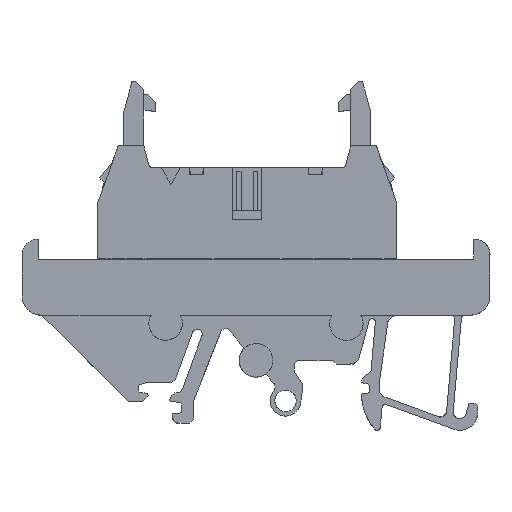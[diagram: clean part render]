
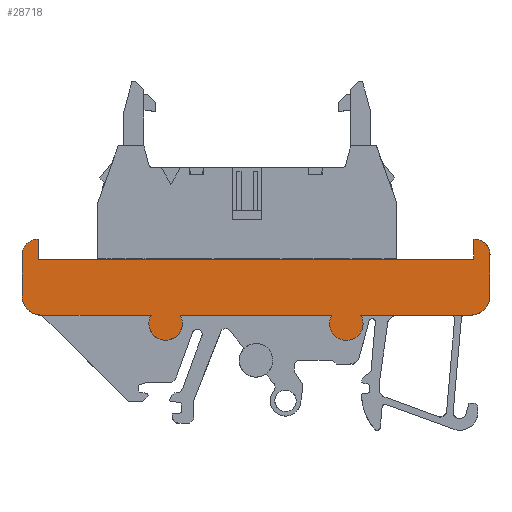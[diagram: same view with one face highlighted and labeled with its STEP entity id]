
A CAD part, left-side view. The second image highlights one B-rep face of the part: STEP entity #28718.
In plain terms, the highlighted planar face has unit normal (-1, 0, 0).
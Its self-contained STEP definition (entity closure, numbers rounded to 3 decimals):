
#20928=AXIS2_PLACEMENT_3D('Circle Axis2P3D',#20926,#20927,$) ;
#20969=AXIS2_PLACEMENT_3D('Circle Axis2P3D',#20967,#20968,$) ;
#21044=AXIS2_PLACEMENT_3D('Circle Axis2P3D',#21042,#21043,$) ;
#21080=AXIS2_PLACEMENT_3D('Circle Axis2P3D',#21078,#21079,$) ;
#21134=AXIS2_PLACEMENT_3D('Circle Axis2P3D',#21132,#21133,$) ;
#21167=AXIS2_PLACEMENT_3D('Circle Axis2P3D',#21165,#21166,$) ;
#21194=AXIS2_PLACEMENT_3D('Circle Axis2P3D',#21192,#21193,$) ;
#24761=AXIS2_PLACEMENT_3D('Plane Axis2P3D',#24758,#24759,#24760) ;
#6603=CARTESIAN_POINT('Vertex',(0.,70.,20.159)) ;
#6651=CARTESIAN_POINT('Vertex',(0.,67.08,17.199)) ;
#6655=CARTESIAN_POINT('Control Point',(0.,67.08,17.199)) ;
#6656=CARTESIAN_POINT('Control Point',(0.,68.002,17.212)) ;
#6657=CARTESIAN_POINT('Control Point',(0.,68.92,17.582)) ;
#6658=CARTESIAN_POINT('Control Point',(0.,69.642,18.314)) ;
#6659=CARTESIAN_POINT('Control Point',(0.,70.,19.237)) ;
#6660=CARTESIAN_POINT('Control Point',(0.,70.,20.159)) ;
#6897=CARTESIAN_POINT('Vertex',(0.,2.4,25.586)) ;
#6913=CARTESIAN_POINT('Vertex',(0.,67.6,25.586)) ;
#6916=CARTESIAN_POINT('Line Origine',(0.,35.,25.586)) ;
#20923=CARTESIAN_POINT('Vertex',(0.,2.4,28.544)) ;
#20926=CARTESIAN_POINT('Axis2P3D Location',(0.,2.289,26.258)) ;
#20930=CARTESIAN_POINT('Vertex',(0.,0.,26.258)) ;
#20964=CARTESIAN_POINT('Vertex',(0.,0.,20.159)) ;
#20967=CARTESIAN_POINT('Axis2P3D Location',(0.,2.961,20.159)) ;
#20971=CARTESIAN_POINT('Vertex',(0.,2.91,17.199)) ;
#21005=CARTESIAN_POINT('Vertex',(0.,50.693,17.199)) ;
#21008=CARTESIAN_POINT('Line Origine',(0.,58.854,17.199)) ;
#21012=CARTESIAN_POINT('Vertex',(0.,67.015,17.199)) ;
#21039=CARTESIAN_POINT('Vertex',(0.,51.025,15.955)) ;
#21042=CARTESIAN_POINT('Axis2P3D Location',(0.,48.525,15.955)) ;
#21061=CARTESIAN_POINT('Vertex',(0.,46.025,15.955)) ;
#21075=CARTESIAN_POINT('Vertex',(0.,46.356,17.199)) ;
#21078=CARTESIAN_POINT('Axis2P3D Location',(0.,48.525,15.955)) ;
#21102=CARTESIAN_POINT('Vertex',(0.,23.647,17.199)) ;
#21105=CARTESIAN_POINT('Line Origine',(0.,35.002,17.199)) ;
#21129=CARTESIAN_POINT('Vertex',(0.,23.982,15.949)) ;
#21132=CARTESIAN_POINT('Axis2P3D Location',(0.,21.482,15.949)) ;
#21162=CARTESIAN_POINT('Vertex',(0.,18.982,15.949)) ;
#21165=CARTESIAN_POINT('Axis2P3D Location',(0.,21.482,15.949)) ;
#21189=CARTESIAN_POINT('Vertex',(0.,19.317,17.199)) ;
#21192=CARTESIAN_POINT('Axis2P3D Location',(0.,21.482,15.949)) ;
#24740=CARTESIAN_POINT('Control Point',(0.,46.025,15.955)) ;
#24741=CARTESIAN_POINT('Control Point',(0.,46.025,15.17)) ;
#24742=CARTESIAN_POINT('Control Point',(0.,46.333,14.384)) ;
#24743=CARTESIAN_POINT('Control Point',(0.,46.954,13.764)) ;
#24744=CARTESIAN_POINT('Control Point',(0.,48.525,13.147)) ;
#24745=CARTESIAN_POINT('Control Point',(0.,50.096,13.764)) ;
#24746=CARTESIAN_POINT('Control Point',(0.,50.716,14.384)) ;
#24747=CARTESIAN_POINT('Control Point',(0.,51.025,15.17)) ;
#24748=CARTESIAN_POINT('Control Point',(0.,51.025,15.955)) ;
#24758=CARTESIAN_POINT('Axis2P3D Location',(0.,35.,17.199)) ;
#28631=CARTESIAN_POINT('Vertex',(0.,67.6,28.544)) ;
#28637=CARTESIAN_POINT('Vertex',(0.,70.,26.258)) ;
#28641=CARTESIAN_POINT('Control Point',(0.,70.,26.258)) ;
#28642=CARTESIAN_POINT('Control Point',(0.,70.,26.999)) ;
#28643=CARTESIAN_POINT('Control Point',(0.,69.701,27.741)) ;
#28644=CARTESIAN_POINT('Control Point',(0.,69.096,28.317)) ;
#28645=CARTESIAN_POINT('Control Point',(0.,68.34,28.58)) ;
#28646=CARTESIAN_POINT('Control Point',(0.,67.6,28.544)) ;
#28659=CARTESIAN_POINT('Line Origine',(0.,11.553,17.199)) ;
#28663=CARTESIAN_POINT('Vertex',(0.,3.79,17.199)) ;
#28666=CARTESIAN_POINT('Line Origine',(0.,3.35,17.199)) ;
#28671=CARTESIAN_POINT('Line Origine',(0.,0.,23.209)) ;
#28676=CARTESIAN_POINT('Line Origine',(0.,2.4,27.065)) ;
#28681=CARTESIAN_POINT('Line Origine',(0.,67.6,27.065)) ;
#28686=CARTESIAN_POINT('Line Origine',(0.,70.,23.209)) ;
#28691=CARTESIAN_POINT('Line Origine',(0.,67.047,17.199)) ;
#6917=DIRECTION('Vector Direction',(0.,-1.,0.)) ;
#20927=DIRECTION('Axis2P3D Direction',(1.,0.,0.)) ;
#20968=DIRECTION('Axis2P3D Direction',(1.,0.,0.)) ;
#21009=DIRECTION('Vector Direction',(0.,1.,0.)) ;
#21043=DIRECTION('Axis2P3D Direction',(-1.,0.,0.)) ;
#21079=DIRECTION('Axis2P3D Direction',(-1.,0.,0.)) ;
#21106=DIRECTION('Vector Direction',(0.,1.,0.)) ;
#21133=DIRECTION('Axis2P3D Direction',(-1.,0.,0.)) ;
#21166=DIRECTION('Axis2P3D Direction',(-1.,0.,0.)) ;
#21193=DIRECTION('Axis2P3D Direction',(-1.,0.,0.)) ;
#24759=DIRECTION('Axis2P3D Direction',(1.,0.,0.)) ;
#24760=DIRECTION('Axis2P3D XDirection',(0.,1.,0.)) ;
#28660=DIRECTION('Vector Direction',(0.,1.,0.)) ;
#28667=DIRECTION('Vector Direction',(0.,1.,0.)) ;
#28672=DIRECTION('Vector Direction',(0.,0.,-1.)) ;
#28677=DIRECTION('Vector Direction',(0.,0.,1.)) ;
#28682=DIRECTION('Vector Direction',(0.,0.,-1.)) ;
#28687=DIRECTION('Vector Direction',(0.,0.,1.)) ;
#28692=DIRECTION('Vector Direction',(0.,-1.,0.)) ;
#6918=VECTOR('Line Direction',#6917,1.) ;
#21010=VECTOR('Line Direction',#21009,1.) ;
#21107=VECTOR('Line Direction',#21106,1.) ;
#28661=VECTOR('Line Direction',#28660,1.) ;
#28668=VECTOR('Line Direction',#28667,1.) ;
#28673=VECTOR('Line Direction',#28672,1.) ;
#28678=VECTOR('Line Direction',#28677,1.) ;
#28683=VECTOR('Line Direction',#28682,1.) ;
#28688=VECTOR('Line Direction',#28687,1.) ;
#28693=VECTOR('Line Direction',#28692,1.) ;
#28697=ORIENTED_EDGE('',*,*,#21082,.F.) ;
#28698=ORIENTED_EDGE('',*,*,#21109,.F.) ;
#28699=ORIENTED_EDGE('',*,*,#21136,.F.) ;
#28700=ORIENTED_EDGE('',*,*,#21169,.F.) ;
#28701=ORIENTED_EDGE('',*,*,#21196,.F.) ;
#28702=ORIENTED_EDGE('',*,*,#28665,.F.) ;
#28703=ORIENTED_EDGE('',*,*,#28670,.F.) ;
#28704=ORIENTED_EDGE('',*,*,#20973,.F.) ;
#28705=ORIENTED_EDGE('',*,*,#28675,.F.) ;
#28706=ORIENTED_EDGE('',*,*,#20932,.F.) ;
#28707=ORIENTED_EDGE('',*,*,#28680,.F.) ;
#28708=ORIENTED_EDGE('',*,*,#6920,.F.) ;
#28709=ORIENTED_EDGE('',*,*,#28685,.F.) ;
#28710=ORIENTED_EDGE('',*,*,#28647,.F.) ;
#28711=ORIENTED_EDGE('',*,*,#28690,.F.) ;
#28712=ORIENTED_EDGE('',*,*,#6661,.F.) ;
#28713=ORIENTED_EDGE('',*,*,#28695,.T.) ;
#28714=ORIENTED_EDGE('',*,*,#21014,.F.) ;
#28715=ORIENTED_EDGE('',*,*,#21046,.F.) ;
#28716=ORIENTED_EDGE('',*,*,#24749,.F.) ;
#28718=ADVANCED_FACE('NONE',(#28717),#24762,.F.) ;
#6654=B_SPLINE_CURVE_WITH_KNOTS('',5,(#6655,#6656,#6657,#6658,#6659,#6660),.UNSPECIFIED.,.F.,.U.,(6,6),(0.,4.852),.UNSPECIFIED.) ;
#24739=B_SPLINE_CURVE_WITH_KNOTS('',5,(#24740,#24741,#24742,#24743,#24744,#24745,#24746,#24747,#24748),.UNSPECIFIED.,.F.,.U.,(6,3,6),(-3.927,0.,3.927),.UNSPECIFIED.) ;
#28640=B_SPLINE_CURVE_WITH_KNOTS('',5,(#28641,#28642,#28643,#28644,#28645,#28646),.UNSPECIFIED.,.F.,.U.,(6,6),(0.,3.918),.UNSPECIFIED.) ;
#20929=CIRCLE('generated circle',#20928,2.289) ;
#20970=CIRCLE('generated circle',#20969,2.961) ;
#21045=CIRCLE('generated circle',#21044,2.5) ;
#21081=CIRCLE('generated circle',#21080,2.5) ;
#21135=CIRCLE('generated circle',#21134,2.5) ;
#21168=CIRCLE('generated circle',#21167,2.5) ;
#21195=CIRCLE('generated circle',#21194,2.5) ;
#6661=EDGE_CURVE('',#6652,#6604,#6654,.T.) ;
#6920=EDGE_CURVE('',#6914,#6898,#6919,.T.) ;
#20932=EDGE_CURVE('',#20924,#20931,#20929,.T.) ;
#20973=EDGE_CURVE('',#20965,#20972,#20970,.T.) ;
#21014=EDGE_CURVE('',#21006,#21013,#21011,.T.) ;
#21046=EDGE_CURVE('',#21040,#21006,#21045,.F.) ;
#21082=EDGE_CURVE('',#21076,#21062,#21081,.F.) ;
#21109=EDGE_CURVE('',#21103,#21076,#21108,.T.) ;
#21136=EDGE_CURVE('',#21130,#21103,#21135,.F.) ;
#21169=EDGE_CURVE('',#21163,#21130,#21168,.F.) ;
#21196=EDGE_CURVE('',#21190,#21163,#21195,.F.) ;
#24749=EDGE_CURVE('',#21062,#21040,#24739,.T.) ;
#28647=EDGE_CURVE('',#28638,#28632,#28640,.T.) ;
#28665=EDGE_CURVE('',#28664,#21190,#28662,.T.) ;
#28670=EDGE_CURVE('',#20972,#28664,#28669,.T.) ;
#28675=EDGE_CURVE('',#20931,#20965,#28674,.T.) ;
#28680=EDGE_CURVE('',#6898,#20924,#28679,.T.) ;
#28685=EDGE_CURVE('',#28632,#6914,#28684,.T.) ;
#28690=EDGE_CURVE('',#6604,#28638,#28689,.T.) ;
#28695=EDGE_CURVE('',#6652,#21013,#28694,.T.) ;
#28696=EDGE_LOOP('',(#28697,#28698,#28699,#28700,#28701,#28702,#28703,#28704,#28705,#28706,#28707,#28708,#28709,#28710,#28711,#28712,#28713,#28714,#28715,#28716)) ;
#28717=FACE_OUTER_BOUND('',#28696,.T.) ;
#6919=LINE('Line',#6916,#6918) ;
#21011=LINE('Line',#21008,#21010) ;
#21108=LINE('Line',#21105,#21107) ;
#28662=LINE('Line',#28659,#28661) ;
#28669=LINE('Line',#28666,#28668) ;
#28674=LINE('Line',#28671,#28673) ;
#28679=LINE('Line',#28676,#28678) ;
#28684=LINE('Line',#28681,#28683) ;
#28689=LINE('Line',#28686,#28688) ;
#28694=LINE('Line',#28691,#28693) ;
#24762=PLANE('',#24761) ;
#6604=VERTEX_POINT('',#6603) ;
#6652=VERTEX_POINT('',#6651) ;
#6898=VERTEX_POINT('',#6897) ;
#6914=VERTEX_POINT('',#6913) ;
#20924=VERTEX_POINT('',#20923) ;
#20931=VERTEX_POINT('',#20930) ;
#20965=VERTEX_POINT('',#20964) ;
#20972=VERTEX_POINT('',#20971) ;
#21006=VERTEX_POINT('',#21005) ;
#21013=VERTEX_POINT('',#21012) ;
#21040=VERTEX_POINT('',#21039) ;
#21062=VERTEX_POINT('',#21061) ;
#21076=VERTEX_POINT('',#21075) ;
#21103=VERTEX_POINT('',#21102) ;
#21130=VERTEX_POINT('',#21129) ;
#21163=VERTEX_POINT('',#21162) ;
#21190=VERTEX_POINT('',#21189) ;
#28632=VERTEX_POINT('',#28631) ;
#28638=VERTEX_POINT('',#28637) ;
#28664=VERTEX_POINT('',#28663) ;
